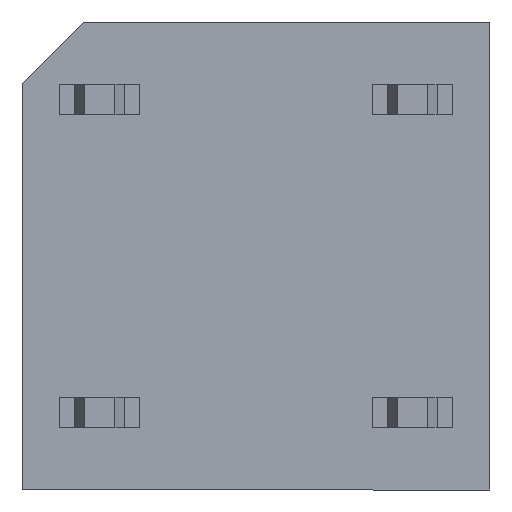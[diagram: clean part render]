
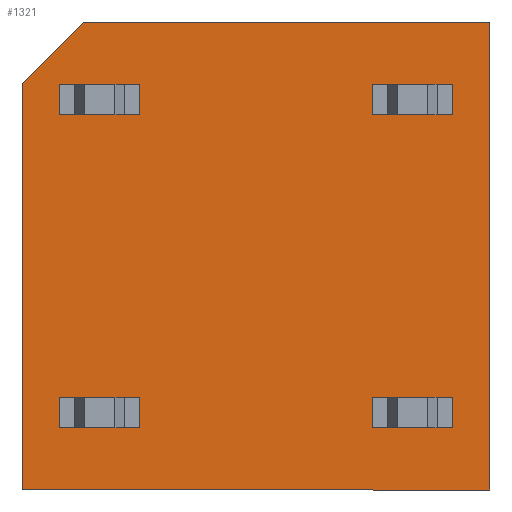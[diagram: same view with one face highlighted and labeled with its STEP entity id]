
A CAD part, front view. The second image highlights one B-rep face of the part: STEP entity #1321.
In plain terms, the highlighted planar face has unit normal (0, -1, 0).
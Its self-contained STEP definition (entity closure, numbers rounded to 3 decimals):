
#65 = DIRECTION ( 'NONE',  ( 0., 0., 1. ) ) ;
#154 = CARTESIAN_POINT ( 'NONE',  ( -2.8, 0., 3.8 ) ) ;
#156 = PLANE ( 'NONE',  #651 ) ;
#184 = VERTEX_POINT ( 'NONE', #2303 ) ;
#267 = VECTOR ( 'NONE', #65, 1000. ) ;
#296 = ORIENTED_EDGE ( 'NONE', *, *, #1592, .F. ) ;
#334 = DIRECTION ( 'NONE',  ( 0., 0., 1. ) ) ;
#371 = CARTESIAN_POINT ( 'NONE',  ( 3.8, 0., 3.8 ) ) ;
#381 = LINE ( 'NONE', #1618, #1930 ) ;
#392 = VERTEX_POINT ( 'NONE', #886 ) ;
#454 = VECTOR ( 'NONE', #965, 1000. ) ;
#462 = ORIENTED_EDGE ( 'NONE', *, *, #773, .F. ) ;
#566 = LINE ( 'NONE', #1824, #2256 ) ;
#651 = AXIS2_PLACEMENT_3D ( 'NONE', #1507, #737, #334 ) ;
#694 = LINE ( 'NONE', #1217, #267 ) ;
#737 = DIRECTION ( 'NONE',  ( 0., 1., 0. ) ) ;
#773 = EDGE_CURVE ( 'NONE', #1937, #1262, #1556, .T. ) ;
#871 = DIRECTION ( 'NONE',  ( -1., 0., 0. ) ) ;
#886 = CARTESIAN_POINT ( 'NONE',  ( 3.8, 0., 3.8 ) ) ;
#965 = DIRECTION ( 'NONE',  ( 0., 0., -1. ) ) ;
#1104 = EDGE_LOOP ( 'NONE', ( #1224, #1251, #2246, #296, #462 ) ) ;
#1217 = CARTESIAN_POINT ( 'NONE',  ( -3.8, 0., 2.8 ) ) ;
#1224 = ORIENTED_EDGE ( 'NONE', *, *, #2436, .F. ) ;
#1247 = VECTOR ( 'NONE', #1479, 1000. ) ;
#1251 = ORIENTED_EDGE ( 'NONE', *, *, #1784, .F. ) ;
#1262 = VERTEX_POINT ( 'NONE', #2339 ) ;
#1321 = ADVANCED_FACE ( 'NONE', ( #1577 ), #156, .F. ) ;
#1479 = DIRECTION ( 'NONE',  ( 0.707, 0., 0.707 ) ) ;
#1481 = EDGE_CURVE ( 'NONE', #392, #2286, #2052, .T. ) ;
#1505 = CARTESIAN_POINT ( 'NONE',  ( -3.8, 0., 2.8 ) ) ;
#1507 = CARTESIAN_POINT ( 'NONE',  ( 0., 0., 0. ) ) ;
#1556 = LINE ( 'NONE', #154, #1247 ) ;
#1577 = FACE_OUTER_BOUND ( 'NONE', #1104, .T. ) ;
#1592 = EDGE_CURVE ( 'NONE', #1262, #392, #381, .T. ) ;
#1618 = CARTESIAN_POINT ( 'NONE',  ( 3.8, 0., 3.8 ) ) ;
#1784 = EDGE_CURVE ( 'NONE', #2286, #184, #566, .T. ) ;
#1824 = CARTESIAN_POINT ( 'NONE',  ( 3.8, 0., -3.8 ) ) ;
#1930 = VECTOR ( 'NONE', #2408, 1000. ) ;
#1937 = VERTEX_POINT ( 'NONE', #1505 ) ;
#2052 = LINE ( 'NONE', #371, #454 ) ;
#2246 = ORIENTED_EDGE ( 'NONE', *, *, #1481, .F. ) ;
#2256 = VECTOR ( 'NONE', #871, 1000. ) ;
#2286 = VERTEX_POINT ( 'NONE', #2317 ) ;
#2303 = CARTESIAN_POINT ( 'NONE',  ( -3.8, 0., -3.8 ) ) ;
#2317 = CARTESIAN_POINT ( 'NONE',  ( 3.8, 0., -3.8 ) ) ;
#2339 = CARTESIAN_POINT ( 'NONE',  ( -2.8, 0., 3.8 ) ) ;
#2408 = DIRECTION ( 'NONE',  ( 1., 0., 0. ) ) ;
#2436 = EDGE_CURVE ( 'NONE', #184, #1937, #694, .T. ) ;
